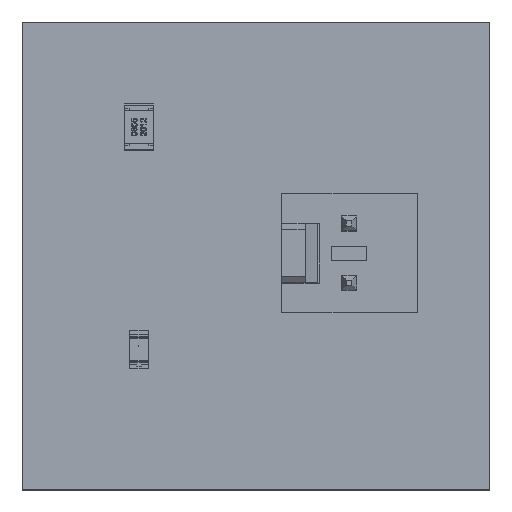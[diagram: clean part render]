
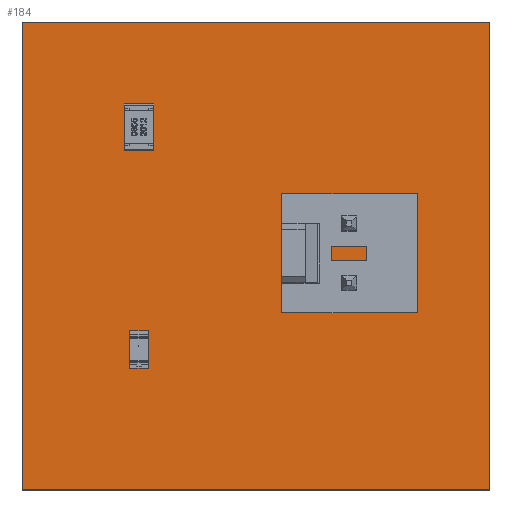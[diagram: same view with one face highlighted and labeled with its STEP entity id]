
A CAD part, top view. The second image highlights one B-rep face of the part: STEP entity #184.
In plain terms, the highlighted planar face has unit normal (0, 0, 1).
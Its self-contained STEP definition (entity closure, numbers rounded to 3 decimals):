
#55 = VERTEX_POINT('',#56);
#56 = CARTESIAN_POINT('',(20.,0.,0.));
#62 = EDGE_CURVE('',#55,#63,#65,.T.);
#63 = VERTEX_POINT('',#64);
#64 = CARTESIAN_POINT('',(20.,20.,0.));
#65 = LINE('',#66,#67);
#66 = CARTESIAN_POINT('',(20.,0.,0.));
#67 = VECTOR('',#68,1.);
#68 = DIRECTION('',(0.,1.,0.));
#93 = EDGE_CURVE('',#63,#94,#96,.T.);
#94 = VERTEX_POINT('',#95);
#95 = CARTESIAN_POINT('',(0.,20.,0.));
#96 = LINE('',#97,#98);
#97 = CARTESIAN_POINT('',(20.,20.,0.));
#98 = VECTOR('',#99,1.);
#99 = DIRECTION('',(-1.,0.,0.));
#124 = EDGE_CURVE('',#94,#125,#127,.T.);
#125 = VERTEX_POINT('',#126);
#126 = CARTESIAN_POINT('',(0.,0.,0.));
#127 = LINE('',#128,#129);
#128 = CARTESIAN_POINT('',(0.,20.,0.));
#129 = VECTOR('',#130,1.);
#130 = DIRECTION('',(0.,-1.,0.));
#155 = EDGE_CURVE('',#125,#55,#156,.T.);
#156 = LINE('',#157,#158);
#157 = CARTESIAN_POINT('',(0.,0.,0.));
#158 = VECTOR('',#159,1.);
#159 = DIRECTION('',(1.,0.,0.));
#184 = ADVANCED_FACE('',(#185),#191,.F.);
#185 = FACE_BOUND('',#186,.T.);
#186 = EDGE_LOOP('',(#187,#188,#189,#190));
#187 = ORIENTED_EDGE('',*,*,#62,.T.);
#188 = ORIENTED_EDGE('',*,*,#93,.T.);
#189 = ORIENTED_EDGE('',*,*,#124,.T.);
#190 = ORIENTED_EDGE('',*,*,#155,.T.);
#191 = PLANE('',#192);
#192 = AXIS2_PLACEMENT_3D('',#193,#194,#195);
#193 = CARTESIAN_POINT('',(20.,0.,0.));
#194 = DIRECTION('',(0.,0.,-1.));
#195 = DIRECTION('',(-1.,0.,0.));
